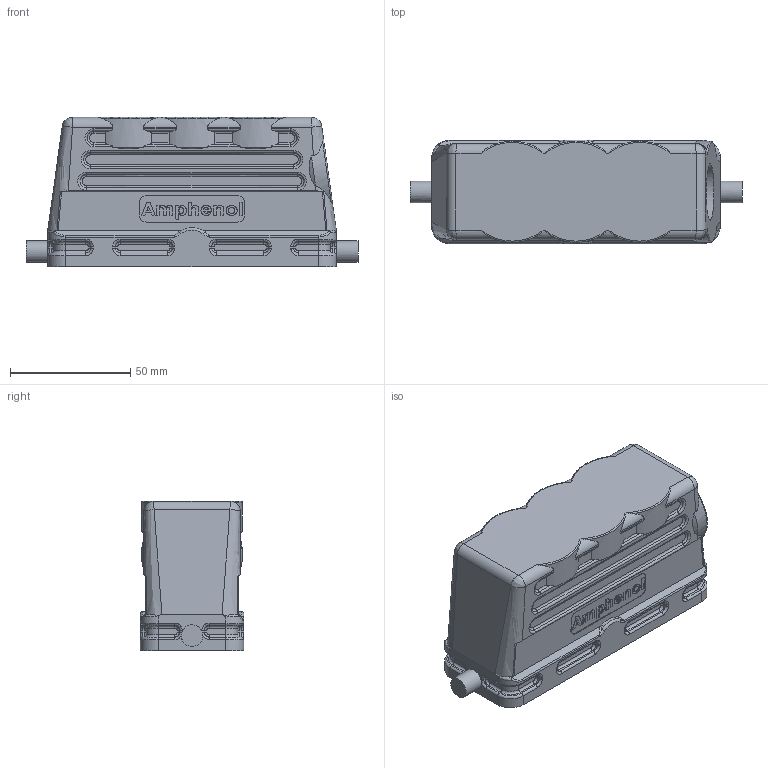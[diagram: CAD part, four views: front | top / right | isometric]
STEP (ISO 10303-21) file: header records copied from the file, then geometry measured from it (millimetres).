
FILE_DESCRIPTION(/* description */ (''),/* implementation_level */ '2;1');
FILE_NAME(/* name */ 'c146 21r024 556 1.stp',/* time_stamp */ '2019-01-03T12:59:20+01:00',/* author */ (''),/* organization */ (''),/* preprocessor_version */ 'ST-DEVELOPER v16',/* originating_system */ 'SIEMENS PLM Software NX 11.0',/* authorisation */ '');
FILE_SCHEMA (('AUTOMOTIVE_DESIGN { 1 0 10303 214 3 1 1 1 }'));
Length unit declared in the file: millimetre
Products named in the file (1): c146 21r024 556 1nxm001-04
Bounding box: 138 x 43 x 62 mm (x, y, z)
Volume: 64219.1 mm3; surface area: 45861.4 mm2
Topology: 1 solids, 1 shells, 693 faces, 1755 edges, 1086 vertices
Faces by surface type: plane 247, cylinder 197, bspline 187, cone 40, extrusion 22
Full cylindrical faces by diameter (mm): 2.5 x4, 9 x2, 23.539 x1
Entity records: 30173 total; most frequent: CARTESIAN_POINT 10220, ORIENTED_EDGE 3420, DIRECTION 2806, EDGE_CURVE 1710, VERTEX_POINT 1075, AXIS2_PLACEMENT_3D 967, VECTOR 872, LINE 850
